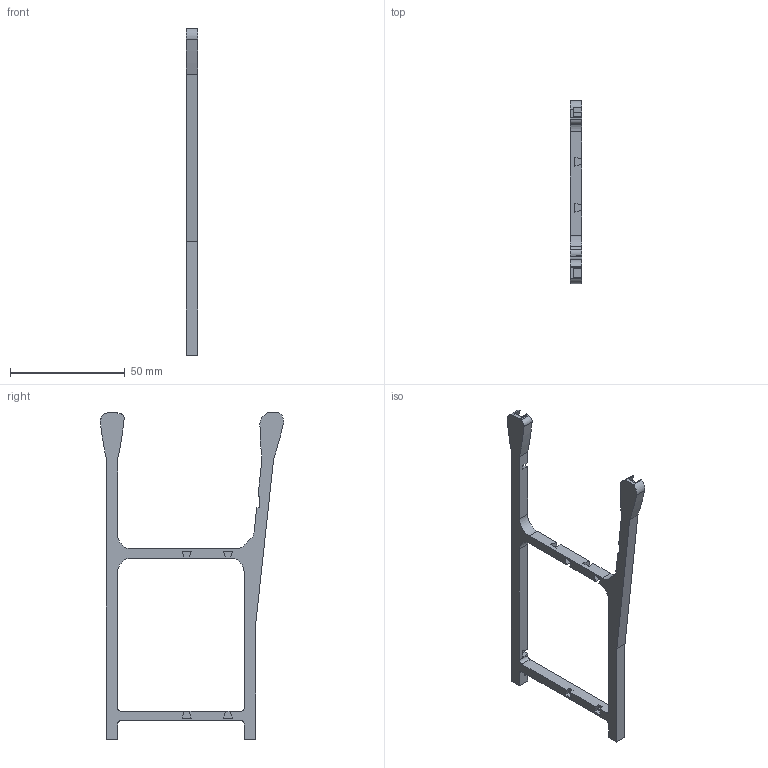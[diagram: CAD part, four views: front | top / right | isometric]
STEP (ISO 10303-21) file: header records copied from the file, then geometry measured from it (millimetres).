
FILE_DESCRIPTION(/* description */ (''),/* implementation_level */ '2;1');
FILE_NAME(/* name */ '3ef27f83-392a-4576-a18a-07c11b5b34d3.stp',/* time_stamp */ '2019-01-08T13:46:48+00:00',/* author */ (''),/* organization */ (''),/* preprocessor_version */ 'ST-DEVELOPER v17.2',/* originating_system */ 'Autodesk Translation Framework v7.6.0.251',/* authorisation */ '');
FILE_SCHEMA (('AUTOMOTIVE_DESIGN { 1 0 10303 214 3 1 1 }'));
Length unit declared in the file: millimetre
Products named in the file (1): body right side bacc
Bounding box: 5 x 79.78 x 142.23 mm (x, y, z)
Volume: 9888.4 mm3; surface area: 8560.1 mm2
Topology: 1 solids, 1 shells, 139 faces, 406 edges, 269 vertices
Faces by surface type: plane 119, cylinder 20
Entity records: 4578 total; most frequent: CARTESIAN_POINT 815, ORIENTED_EDGE 812, DIRECTION 727, EDGE_CURVE 406, LINE 365, VECTOR 365, VERTEX_POINT 269, AXIS2_PLACEMENT_3D 181
